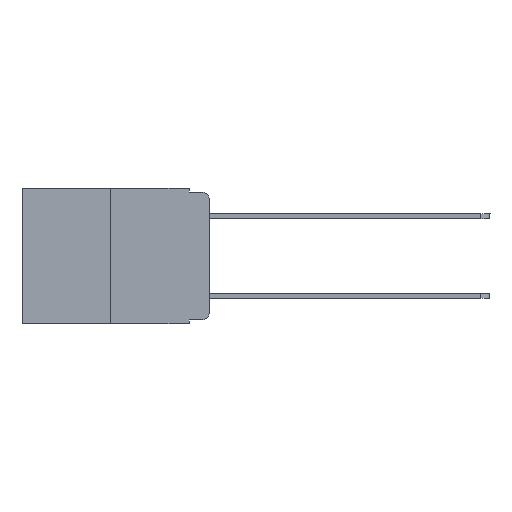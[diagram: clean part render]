
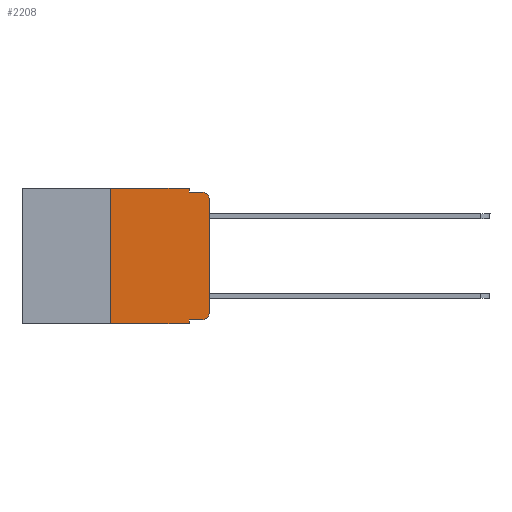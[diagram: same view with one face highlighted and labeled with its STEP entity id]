
A CAD part, left-side view. The second image highlights one B-rep face of the part: STEP entity #2208.
In plain terms, the highlighted planar face has unit normal (-1, 0, 0).
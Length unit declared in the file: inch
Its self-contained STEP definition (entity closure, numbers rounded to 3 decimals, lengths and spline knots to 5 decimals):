
#36 = CARTESIAN_POINT ( 'NONE',  ( 0., 0.051, -0.333 ) ) ;
#65 = CARTESIAN_POINT ( 'NONE',  ( 0., 0., -0.313 ) ) ;
#146 = VERTEX_POINT ( 'NONE', #4816 ) ;
#264 = ORIENTED_EDGE ( 'NONE', *, *, #1451, .F. ) ;
#518 = ORIENTED_EDGE ( 'NONE', *, *, #7267, .F. ) ;
#864 = ORIENTED_EDGE ( 'NONE', *, *, #1001, .F. ) ;
#1001 = EDGE_CURVE ( 'NONE', #7785, #2808, #3016, .T. ) ;
#1132 = CARTESIAN_POINT ( 'NONE',  ( 0., 0.051, -0.333 ) ) ;
#1295 = DIRECTION ( 'NONE',  ( 0., 0., -1. ) ) ;
#1357 = VECTOR ( 'NONE', #2969, 39.37008 ) ;
#1451 = EDGE_CURVE ( 'NONE', #5931, #9004, #5651, .T. ) ;
#1561 = EDGE_CURVE ( 'NONE', #11703, #7411, #8626, .T. ) ;
#1729 = CARTESIAN_POINT ( 'NONE',  ( 0., 0.25, 0. ) ) ;
#1874 = ORIENTED_EDGE ( 'NONE', *, *, #1561, .T. ) ;
#1966 = LINE ( 'NONE', #5565, #10927 ) ;
#1975 = LINE ( 'NONE', #1132, #1357 ) ;
#2046 = AXIS2_PLACEMENT_3D ( 'NONE', #4935, #10729, #6174 ) ;
#2100 = DIRECTION ( 'NONE',  ( 0., -1., 0. ) ) ;
#2208 = ADVANCED_FACE ( 'NONE', ( #7014 ), #7124, .F. ) ;
#2326 = CIRCLE ( 'NONE', #3631, 0.02 ) ;
#2431 = CIRCLE ( 'NONE', #2046, 0.02 ) ;
#2639 = AXIS2_PLACEMENT_3D ( 'NONE', #7070, #6173, #10611 ) ;
#2747 = VERTEX_POINT ( 'NONE', #5384 ) ;
#2808 = VERTEX_POINT ( 'NONE', #4774 ) ;
#2838 = DIRECTION ( 'NONE',  ( 0., -1., 0. ) ) ;
#2969 = DIRECTION ( 'NONE',  ( 0., -1., 0. ) ) ;
#3016 = LINE ( 'NONE', #9355, #9127 ) ;
#3033 = ORIENTED_EDGE ( 'NONE', *, *, #3304, .F. ) ;
#3304 = EDGE_CURVE ( 'NONE', #2747, #5931, #6543, .T. ) ;
#3529 = EDGE_CURVE ( 'NONE', #5101, #11703, #2431, .T. ) ;
#3631 = AXIS2_PLACEMENT_3D ( 'NONE', #8149, #3771, #8334 ) ;
#3729 = EDGE_CURVE ( 'NONE', #9004, #7030, #1966, .T. ) ;
#3771 = DIRECTION ( 'NONE',  ( -1., 0., 0. ) ) ;
#4062 = DIRECTION ( 'NONE',  ( 0., 0., 1. ) ) ;
#4118 = CARTESIAN_POINT ( 'NONE',  ( 0., 0., 0. ) ) ;
#4729 = CARTESIAN_POINT ( 'NONE',  ( 0., 0.051, -0.01 ) ) ;
#4774 = CARTESIAN_POINT ( 'NONE',  ( 0., 0.051, -0.343 ) ) ;
#4816 = CARTESIAN_POINT ( 'NONE',  ( 0., 0.02, -0.01 ) ) ;
#4935 = CARTESIAN_POINT ( 'NONE',  ( 0., 0.02, -0.313 ) ) ;
#5014 = VECTOR ( 'NONE', #5969, 39.37008 ) ;
#5101 = VERTEX_POINT ( 'NONE', #5470 ) ;
#5384 = CARTESIAN_POINT ( 'NONE',  ( 0., 0.25, -0.343 ) ) ;
#5448 = VECTOR ( 'NONE', #7436, 39.37008 ) ;
#5470 = CARTESIAN_POINT ( 'NONE',  ( 0., 0.02, -0.333 ) ) ;
#5565 = CARTESIAN_POINT ( 'NONE',  ( 0., 0.051, 0. ) ) ;
#5651 = LINE ( 'NONE', #10207, #7381 ) ;
#5772 = CARTESIAN_POINT ( 'NONE',  ( 0., 0.25, 0. ) ) ;
#5931 = VERTEX_POINT ( 'NONE', #1729 ) ;
#5969 = DIRECTION ( 'NONE',  ( 0., -1., 0. ) ) ;
#6132 = EDGE_CURVE ( 'NONE', #2747, #2808, #11172, .T. ) ;
#6173 = DIRECTION ( 'NONE',  ( 1., 0., 0. ) ) ;
#6174 = DIRECTION ( 'NONE',  ( 0., 0., -1. ) ) ;
#6543 = LINE ( 'NONE', #5772, #5448 ) ;
#6655 = VECTOR ( 'NONE', #2838, 39.37008 ) ;
#6770 = EDGE_CURVE ( 'NONE', #7785, #5101, #1975, .T. ) ;
#7014 = FACE_OUTER_BOUND ( 'NONE', #11279, .T. ) ;
#7025 = ORIENTED_EDGE ( 'NONE', *, *, #6132, .T. ) ;
#7030 = VERTEX_POINT ( 'NONE', #9888 ) ;
#7070 = CARTESIAN_POINT ( 'NONE',  ( 0., 0.473, 0. ) ) ;
#7124 = PLANE ( 'NONE',  #2639 ) ;
#7267 = EDGE_CURVE ( 'NONE', #7030, #146, #8234, .T. ) ;
#7381 = VECTOR ( 'NONE', #2100, 39.37008 ) ;
#7411 = VERTEX_POINT ( 'NONE', #10293 ) ;
#7436 = DIRECTION ( 'NONE',  ( 0., 0., 1. ) ) ;
#7785 = VERTEX_POINT ( 'NONE', #36 ) ;
#8149 = CARTESIAN_POINT ( 'NONE',  ( 0., 0.02, -0.03 ) ) ;
#8234 = LINE ( 'NONE', #4729, #6655 ) ;
#8334 = DIRECTION ( 'NONE',  ( 0., 0., -1. ) ) ;
#8477 = ORIENTED_EDGE ( 'NONE', *, *, #6770, .T. ) ;
#8577 = ORIENTED_EDGE ( 'NONE', *, *, #3529, .T. ) ;
#8626 = LINE ( 'NONE', #4118, #8956 ) ;
#8956 = VECTOR ( 'NONE', #4062, 39.37008 ) ;
#9004 = VERTEX_POINT ( 'NONE', #11322 ) ;
#9127 = VECTOR ( 'NONE', #1295, 39.37008 ) ;
#9182 = DIRECTION ( 'NONE',  ( 0., 0., -1. ) ) ;
#9355 = CARTESIAN_POINT ( 'NONE',  ( 0., 0.051, 0. ) ) ;
#9528 = CARTESIAN_POINT ( 'NONE',  ( 0., 0.473, -0.343 ) ) ;
#9677 = EDGE_CURVE ( 'NONE', #7411, #146, #2326, .T. ) ;
#9888 = CARTESIAN_POINT ( 'NONE',  ( 0., 0.051, -0.01 ) ) ;
#9981 = ORIENTED_EDGE ( 'NONE', *, *, #9677, .T. ) ;
#10207 = CARTESIAN_POINT ( 'NONE',  ( 0., 0.473, 0. ) ) ;
#10293 = CARTESIAN_POINT ( 'NONE',  ( 0., 0., -0.03 ) ) ;
#10611 = DIRECTION ( 'NONE',  ( 0., 0., -1. ) ) ;
#10729 = DIRECTION ( 'NONE',  ( -1., 0., 0. ) ) ;
#10904 = ORIENTED_EDGE ( 'NONE', *, *, #3729, .F. ) ;
#10927 = VECTOR ( 'NONE', #9182, 39.37008 ) ;
#11172 = LINE ( 'NONE', #9528, #5014 ) ;
#11279 = EDGE_LOOP ( 'NONE', ( #1874, #9981, #518, #10904, #264, #3033, #7025, #864, #8477, #8577 ) ) ;
#11322 = CARTESIAN_POINT ( 'NONE',  ( 0., 0.051, 0. ) ) ;
#11703 = VERTEX_POINT ( 'NONE', #65 ) ;
